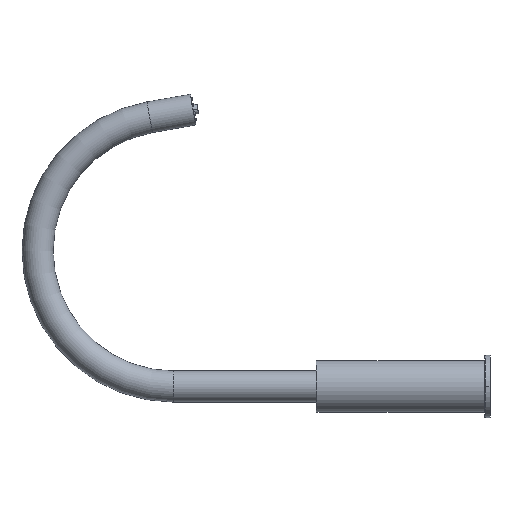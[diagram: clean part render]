
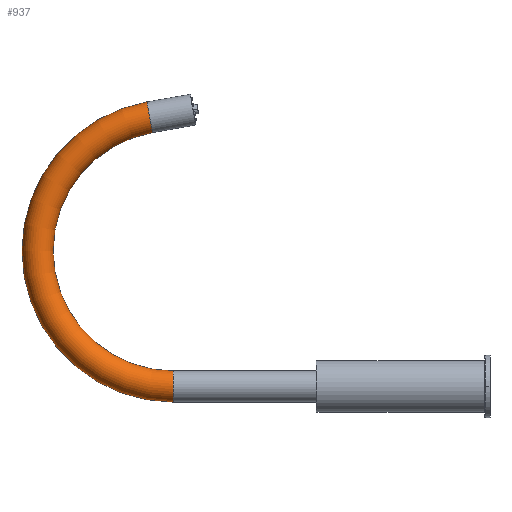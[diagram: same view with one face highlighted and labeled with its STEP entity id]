
A CAD part, left-side view. The second image highlights one B-rep face of the part: STEP entity #937.
In plain terms, the highlighted toroidal (fillet/blend) face has major radius 104.5 mm and minor radius 12 mm.
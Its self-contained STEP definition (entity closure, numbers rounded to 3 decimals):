
#937=ADVANCED_FACE('',(#2126),#2127,.T.);
#2126=FACE_OUTER_BOUND('',#4991,.T.);
#2127=TOROIDAL_SURFACE('',#4992,104.5,12.0);
#4991=EDGE_LOOP('',(#8946,#8947,#8948,#8949));
#4992=AXIS2_PLACEMENT_3D('',#8950,#8951,#8952);
#8946=ORIENTED_EDGE('',*,*,#11234,.T.);
#8947=ORIENTED_EDGE('',*,*,#11235,.F.);
#8948=ORIENTED_EDGE('',*,*,#11236,.F.);
#8949=ORIENTED_EDGE('',*,*,#11231,.T.);
#8950=CARTESIAN_POINT('',(0.,193.8,104.5));
#8951=DIRECTION('',(-1.0,-0.0,0.0));
#8952=DIRECTION('',(0.0,-0.174,-0.985));
#11231=EDGE_CURVE('',#13501,#13499,#13502,.T.);
#11234=EDGE_CURVE('',#13499,#13505,#13506,.T.);
#11235=EDGE_CURVE('',#13507,#13505,#13508,.T.);
#11236=EDGE_CURVE('',#13501,#13507,#13509,.T.);
#13499=VERTEX_POINT('',#18457);
#13501=VERTEX_POINT('',#18460);
#13502=CIRCLE('',#18461,12.0);
#13505=VERTEX_POINT('',#18465);
#13506=CIRCLE('',#18466,116.5);
#13507=VERTEX_POINT('',#18467);
#13508=CIRCLE('',#18468,12.0);
#13509=CIRCLE('',#18469,92.5);
#18457=CARTESIAN_POINT('',(0.,214.03,219.23));
#18460=CARTESIAN_POINT('',(0.,209.862,195.595));
#18461=AXIS2_PLACEMENT_3D('',#22244,#22245,#22246);
#18465=CARTESIAN_POINT('',(0.,193.8,-12.));
#18466=AXIS2_PLACEMENT_3D('',#22251,#22252,#22253);
#18467=CARTESIAN_POINT('',(0.,193.8,12.));
#18468=AXIS2_PLACEMENT_3D('',#22254,#22255,#22256);
#18469=AXIS2_PLACEMENT_3D('',#22257,#22258,#22259);
#22244=CARTESIAN_POINT('',(0.,211.946,207.412));
#22245=DIRECTION('',(0.0,0.985,-0.174));
#22246=DIRECTION('',(0.0,-0.174,-0.985));
#22251=CARTESIAN_POINT('',(0.,193.8,104.5));
#22252=DIRECTION('',(-1.0,0.0,0.0));
#22253=DIRECTION('',(0.0,0.174,0.985));
#22254=CARTESIAN_POINT('',(0.,193.8,0.));
#22255=DIRECTION('',(0.0,-1.0,0.0));
#22256=DIRECTION('',(0.0,0.0,1.0));
#22257=CARTESIAN_POINT('',(0.,193.8,104.5));
#22258=DIRECTION('',(-1.0,0.0,0.0));
#22259=DIRECTION('',(0.0,0.174,0.985));
